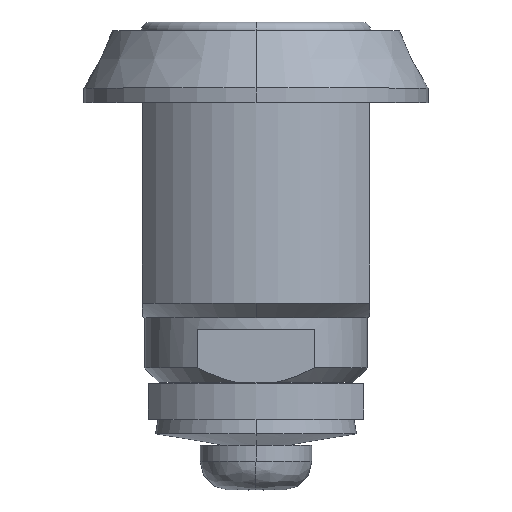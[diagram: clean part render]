
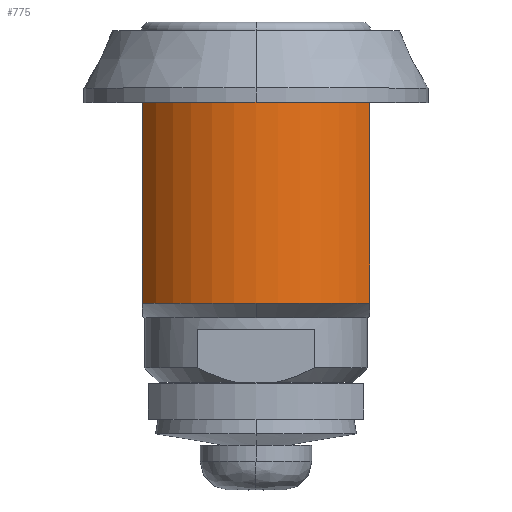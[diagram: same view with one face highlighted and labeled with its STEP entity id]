
A CAD part, top view. The second image highlights one B-rep face of the part: STEP entity #775.
In plain terms, the highlighted cylindrical face has radius 9.5 mm (diameter 19 mm), a partial arc.
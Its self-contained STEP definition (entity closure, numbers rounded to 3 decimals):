
#99=CARTESIAN_POINT('',(0.,0.,0.));
#100=DIRECTION('',(0.,-1.,0.));
#101=DIRECTION('',(0.834,0.,0.551));
#102=AXIS2_PLACEMENT_3D('',#99,#100,#101);
#113=CARTESIAN_POINT('',(7.925,-13.99,5.239));
#134=CARTESIAN_POINT('',(0.,-13.99,0.));
#135=DIRECTION('',(0.,-1.,0.));
#136=DIRECTION('',(0.834,0.,0.551));
#137=AXIS2_PLACEMENT_3D('',#134,#135,#136);
#277=CARTESIAN_POINT('',(0.,-13.99,0.));
#278=DIRECTION('',(0.,-1.,0.));
#279=DIRECTION('',(0.,0.,1.));
#280=AXIS2_PLACEMENT_3D('',#277,#278,#279);
#299=DIRECTION('',(0.,-1.,0.));
#300=VECTOR('',#299,13.99);
#301=CARTESIAN_POINT('',(-7.925,0.,5.239));
#302=LINE('',#301,#300);
#303=DIRECTION('',(0.,-1.,0.));
#304=VECTOR('',#303,13.99);
#305=CARTESIAN_POINT('',(7.925,0.,5.239));
#306=LINE('',#305,#304);
#324=CARTESIAN_POINT('',(7.925,0.,5.239));
#326=VERTEX_POINT('',#324);
#327=CARTESIAN_POINT('',(-7.925,0.,5.239));
#328=VERTEX_POINT('',#327);
#351=VERTEX_POINT('',#113);
#353=CARTESIAN_POINT('',(0.,-13.99,9.5));
#354=CARTESIAN_POINT('',(-7.925,-13.99,5.239));
#355=VERTEX_POINT('',#353);
#356=VERTEX_POINT('',#354);
#763=CARTESIAN_POINT('',(0.,0.,0.));
#764=DIRECTION('',(0.,-1.,0.));
#765=DIRECTION('',(-1.,0.,0.));
#766=AXIS2_PLACEMENT_3D('',#763,#764,#765);
#767=CYLINDRICAL_SURFACE('',#766,9.5);
#768=ORIENTED_EDGE('',*,*,#729,.T.);
#769=ORIENTED_EDGE('',*,*,#758,.F.);
#770=ORIENTED_EDGE('',*,*,#539,.F.);
#771=ORIENTED_EDGE('',*,*,#555,.T.);
#772=ORIENTED_EDGE('',*,*,#572,.T.);
#773=EDGE_LOOP('',(#768,#769,#770,#771,#772));
#774=FACE_OUTER_BOUND('',#773,.F.);
#775=ADVANCED_FACE('',(#774),#767,.T.);
#103=CIRCLE('',#102,9.5);
#138=CIRCLE('',#137,9.5);
#281=CIRCLE('',#280,9.5);
#539=EDGE_CURVE('',#326,#328,#103,.T.);
#555=EDGE_CURVE('',#326,#351,#306,.T.);
#572=EDGE_CURVE('',#351,#355,#138,.T.);
#729=EDGE_CURVE('',#355,#356,#281,.T.);
#758=EDGE_CURVE('',#328,#356,#302,.T.);
